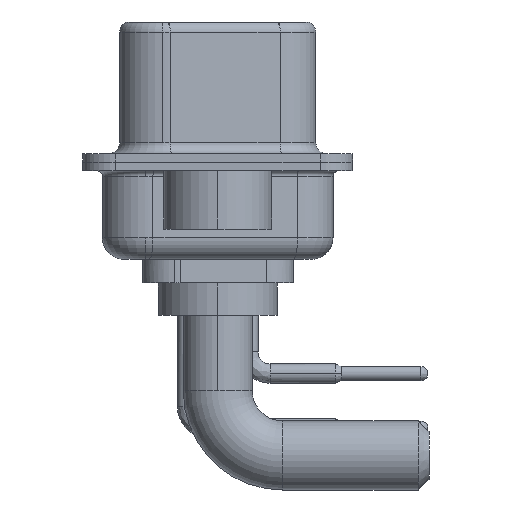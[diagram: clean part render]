
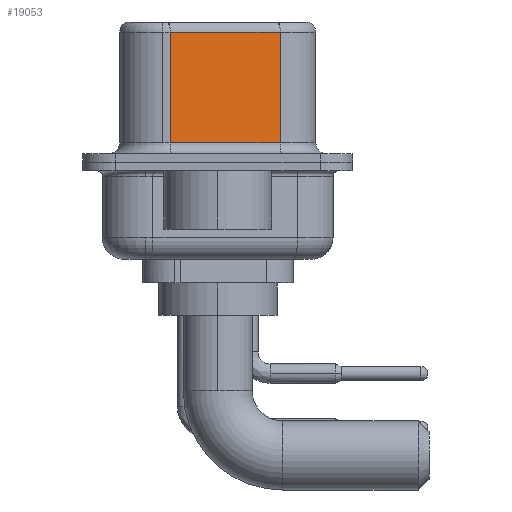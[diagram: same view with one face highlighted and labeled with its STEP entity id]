
A CAD part, left-side view. The second image highlights one B-rep face of the part: STEP entity #19053.
In plain terms, the highlighted planar face has unit normal (-0.985, -0.174, 0).
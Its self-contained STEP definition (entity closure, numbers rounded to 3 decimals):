
#501 = VERTEX_POINT ( 'NONE', #13645 ) ;
#1962 = EDGE_CURVE ( 'NONE', #501, #20133, #26179, .T. ) ;
#2042 = EDGE_CURVE ( 'NONE', #20133, #7725, #24672, .T. ) ;
#4338 = ORIENTED_EDGE ( 'NONE', *, *, #1962, .T. ) ;
#4401 = EDGE_CURVE ( 'NONE', #501, #17144, #24052, .T. ) ;
#5124 = CARTESIAN_POINT ( 'NONE',  ( 4.58, -2.897, 6.52 ) ) ;
#5675 = DIRECTION ( 'NONE',  ( -0.174, 0.985, 0. ) ) ;
#5943 = DIRECTION ( 'NONE',  ( 0., 0., -1. ) ) ;
#7188 = DIRECTION ( 'NONE',  ( -0.174, 0.985, 0. ) ) ;
#7314 = PLANE ( 'NONE',  #20103 ) ;
#7725 = VERTEX_POINT ( 'NONE', #16177 ) ;
#7762 = CARTESIAN_POINT ( 'NONE',  ( 4.58, -2.897, 0.9 ) ) ;
#8693 = CARTESIAN_POINT ( 'NONE',  ( 3.68, 2.203, 6.02 ) ) ;
#9598 = VECTOR ( 'NONE', #20212, 1000. ) ;
#9892 = CARTESIAN_POINT ( 'NONE',  ( 3.68, 2.203, 6.52 ) ) ;
#13426 = FACE_OUTER_BOUND ( 'NONE', #17839, .T. ) ;
#13645 = CARTESIAN_POINT ( 'NONE',  ( 4.58, -2.897, 6.02 ) ) ;
#13994 = CARTESIAN_POINT ( 'NONE',  ( 4.58, -2.897, 0.9 ) ) ;
#15124 = EDGE_CURVE ( 'NONE', #7725, #17144, #24681, .T. ) ;
#15574 = DIRECTION ( 'NONE',  ( 0.985, 0.174, 0. ) ) ;
#16177 = CARTESIAN_POINT ( 'NONE',  ( 3.68, 2.203, 0.9 ) ) ;
#16566 = ORIENTED_EDGE ( 'NONE', *, *, #2042, .T. ) ;
#17144 = VERTEX_POINT ( 'NONE', #7762 ) ;
#17628 = ORIENTED_EDGE ( 'NONE', *, *, #15124, .T. ) ;
#17782 = VECTOR ( 'NONE', #5943, 1000. ) ;
#17839 = EDGE_LOOP ( 'NONE', ( #22973, #4338, #16566, #17628 ) ) ;
#19053 = ADVANCED_FACE ( 'NONE', ( #13426 ), #7314, .F. ) ;
#20103 = AXIS2_PLACEMENT_3D ( 'NONE', #5124, #15574, #7188 ) ;
#20133 = VERTEX_POINT ( 'NONE', #8693 ) ;
#20212 = DIRECTION ( 'NONE',  ( 0.174, -0.985, 0. ) ) ;
#21757 = DIRECTION ( 'NONE',  ( 0., 0., -1. ) ) ;
#22973 = ORIENTED_EDGE ( 'NONE', *, *, #4401, .F. ) ;
#24052 = LINE ( 'NONE', #26078, #24581 ) ;
#24272 = CARTESIAN_POINT ( 'NONE',  ( 4.58, -2.897, 6.02 ) ) ;
#24581 = VECTOR ( 'NONE', #21757, 1000. ) ;
#24672 = LINE ( 'NONE', #9892, #17782 ) ;
#24681 = LINE ( 'NONE', #13994, #9598 ) ;
#25132 = VECTOR ( 'NONE', #5675, 1000. ) ;
#26078 = CARTESIAN_POINT ( 'NONE',  ( 4.58, -2.897, 6.52 ) ) ;
#26179 = LINE ( 'NONE', #24272, #25132 ) ;
